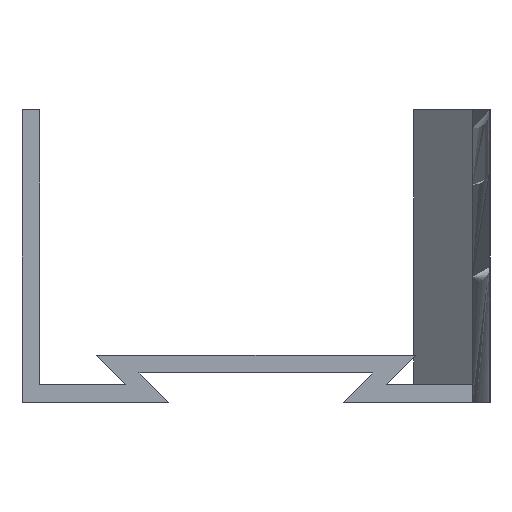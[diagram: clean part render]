
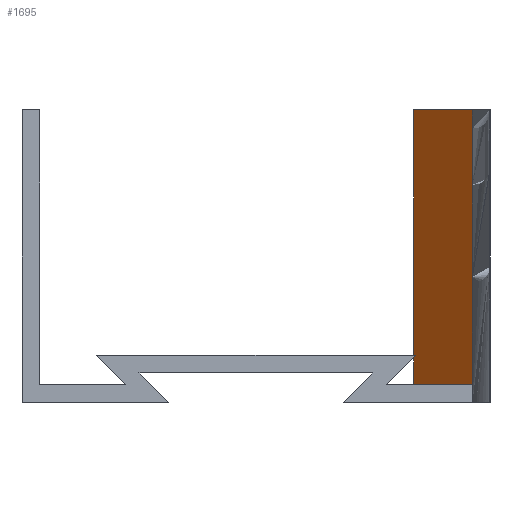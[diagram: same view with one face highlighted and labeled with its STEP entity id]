
A CAD part, left-side view. The second image highlights one B-rep face of the part: STEP entity #1695.
In plain terms, the highlighted planar face has unit normal (-0.05, 0.999, 0).
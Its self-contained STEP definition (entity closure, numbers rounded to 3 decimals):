
#525=CARTESIAN_POINT('',(-250.075,-27.,50.));
#526=VERTEX_POINT('',#525);
#533=CARTESIAN_POINT('',(-450.075,-37.,50.));
#534=VERTEX_POINT('',#533);
#535=CARTESIAN_POINT('',(-250.075,-27.,50.));
#536=DIRECTION('',(-0.999,-0.05,0.));
#537=VECTOR('',#536,200.25);
#538=LINE('',#535,#537);
#539=EDGE_CURVE('',#526,#534,#538,.T.);
#902=CARTESIAN_POINT('',(-450.075,-37.,3.));
#903=VERTEX_POINT('',#902);
#910=CARTESIAN_POINT('',(-250.075,-27.,3.));
#911=VERTEX_POINT('',#910);
#912=CARTESIAN_POINT('',(-450.075,-37.,3.));
#913=DIRECTION('',(0.999,0.05,0.));
#914=VECTOR('',#913,200.25);
#915=LINE('',#912,#914);
#916=EDGE_CURVE('',#903,#911,#915,.T.);
#958=CARTESIAN_POINT('',(-250.075,-27.,7.757));
#959=VERTEX_POINT('',#958);
#966=CARTESIAN_POINT('',(-254.928,-27.243,8.));
#967=VERTEX_POINT('',#966);
#968=CARTESIAN_POINT('',(-250.075,-27.,7.757));
#969=DIRECTION('',(-0.998,-0.05,0.05));
#970=VECTOR('',#969,4.865);
#971=LINE('',#968,#970);
#972=EDGE_CURVE('',#959,#967,#971,.T.);
#1053=CARTESIAN_POINT('',(-250.075,-27.,8.));
#1054=VERTEX_POINT('',#1053);
#1055=CARTESIAN_POINT('',(-254.928,-27.243,8.));
#1056=DIRECTION('',(0.999,0.05,0.));
#1057=VECTOR('',#1056,4.859);
#1058=LINE('',#1055,#1057);
#1059=EDGE_CURVE('',#967,#1054,#1058,.T.);
#1666=CARTESIAN_POINT('',(-350.075,-32.,26.5));
#1667=DIRECTION('',(0.999,0.05,0.));
#1668=DIRECTION('',(0.05,-0.999,0.));
#1669=AXIS2_PLACEMENT_3D('',#1666,#1668,#1667);
#1670=PLANE('',#1669);
#1671=ORIENTED_EDGE('',*,*,#1059,.T.);
#1672=CARTESIAN_POINT('',(-250.075,-27.,50.));
#1673=DIRECTION('',(0.,0.,-1.));
#1674=VECTOR('',#1673,42.);
#1675=LINE('',#1672,#1674);
#1676=EDGE_CURVE('',#526,#1054,#1675,.T.);
#1677=ORIENTED_EDGE('E155',*,*,#1676,.F.);
#1678=ORIENTED_EDGE('E155',*,*,#539,.T.);
#1679=CARTESIAN_POINT('',(-450.075,-37.,3.));
#1680=DIRECTION('',(0.,0.,1.));
#1681=VECTOR('',#1680,47.);
#1682=LINE('',#1679,#1681);
#1683=EDGE_CURVE('',#903,#534,#1682,.T.);
#1684=ORIENTED_EDGE('E156',*,*,#1683,.F.);
#1685=ORIENTED_EDGE('E156',*,*,#916,.T.);
#1686=CARTESIAN_POINT('',(-250.075,-27.,7.757));
#1687=DIRECTION('',(0.,0.,-1.));
#1688=VECTOR('',#1687,4.757);
#1689=LINE('',#1686,#1688);
#1690=EDGE_CURVE('',#959,#911,#1689,.T.);
#1691=ORIENTED_EDGE('E157',*,*,#1690,.F.);
#1692=ORIENTED_EDGE('E157',*,*,#972,.T.);
#1693=EDGE_LOOP('',(#1671,#1677,#1678,#1684,#1685,#1691,#1692));
#1694=FACE_OUTER_BOUND('',#1693,.F.);
#1695=ADVANCED_FACE('F38',(#1694),#1670,.F.);
